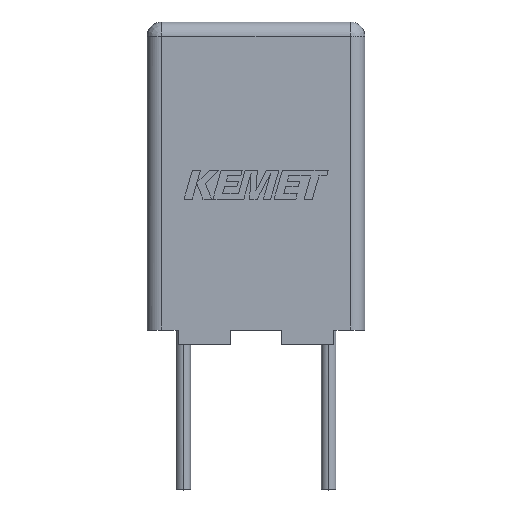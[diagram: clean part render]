
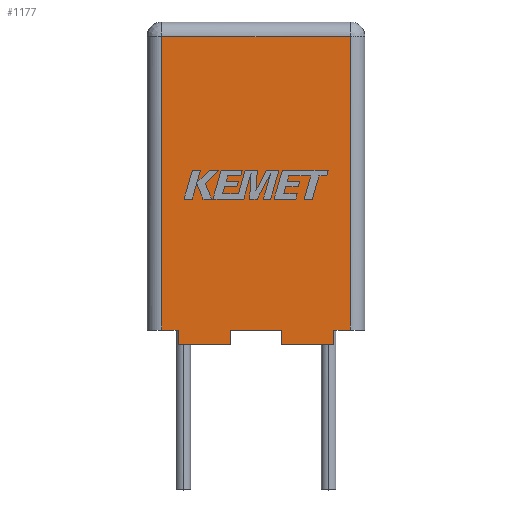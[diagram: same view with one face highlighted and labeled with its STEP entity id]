
A CAD part, top view. The second image highlights one B-rep face of the part: STEP entity #1177.
In plain terms, the highlighted planar face has unit normal (0, 0, 1).
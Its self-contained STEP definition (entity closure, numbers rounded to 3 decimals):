
#1177=ADVANCED_FACE('',(#1274),#3412,.T.);
#1274=FACE_OUTER_BOUND('',#1373,.T.);
#1373=EDGE_LOOP('',(#1625,#1626,#1627,#1628,#1629,#1630,#1631,#1632,#1633,
#1634,#1635,#1636));
#1625=ORIENTED_EDGE('',*,*,#2124,.F.);
#1626=ORIENTED_EDGE('',*,*,#2125,.F.);
#1627=ORIENTED_EDGE('',*,*,#2126,.F.);
#1628=ORIENTED_EDGE('',*,*,#2127,.F.);
#1629=ORIENTED_EDGE('',*,*,#2128,.F.);
#1630=ORIENTED_EDGE('',*,*,#2129,.F.);
#1631=ORIENTED_EDGE('',*,*,#2130,.F.);
#1632=ORIENTED_EDGE('',*,*,#2131,.F.);
#1633=ORIENTED_EDGE('',*,*,#2132,.F.);
#1634=ORIENTED_EDGE('',*,*,#2133,.F.);
#1635=ORIENTED_EDGE('',*,*,#2134,.F.);
#1636=ORIENTED_EDGE('',*,*,#2123,.F.);
#2123=EDGE_CURVE('',#3071,#3072,#2609,.T.);
#2124=EDGE_CURVE('',#3073,#3071,#2610,.T.);
#2125=EDGE_CURVE('',#3074,#3073,#2611,.T.);
#2126=EDGE_CURVE('',#3075,#3074,#2612,.T.);
#2127=EDGE_CURVE('',#3076,#3075,#2613,.T.);
#2128=EDGE_CURVE('',#3077,#3076,#2614,.T.);
#2129=EDGE_CURVE('',#3078,#3077,#2615,.T.);
#2130=EDGE_CURVE('',#3079,#3078,#2616,.T.);
#2131=EDGE_CURVE('',#3080,#3079,#2617,.T.);
#2132=EDGE_CURVE('',#3081,#3080,#2618,.T.);
#2133=EDGE_CURVE('',#3082,#3081,#2619,.T.);
#2134=EDGE_CURVE('',#3072,#3082,#2620,.T.);
#2609=B_SPLINE_CURVE_WITH_KNOTS('',1,(#4316,#4317),.UNSPECIFIED.,.F.,.F.,
(2,2),(-0.57,0.),.UNSPECIFIED.);
#2610=B_SPLINE_CURVE_WITH_KNOTS('',1,(#4318,#4319),.UNSPECIFIED.,.F.,.F.,
(2,2),(0.,0.5),.UNSPECIFIED.);
#2611=B_SPLINE_CURVE_WITH_KNOTS('',1,(#4320,#4321),.UNSPECIFIED.,.F.,.F.,
(2,2),(0.,1.8),.UNSPECIFIED.);
#2612=B_SPLINE_CURVE_WITH_KNOTS('',1,(#4322,#4323),.UNSPECIFIED.,.F.,.F.,
(2,2),(-0.5,0.),.UNSPECIFIED.);
#2613=B_SPLINE_CURVE_WITH_KNOTS('',1,(#4324,#4325),.UNSPECIFIED.,.F.,.F.,
(2,2),(-1.76,0.),.UNSPECIFIED.);
#2614=B_SPLINE_CURVE_WITH_KNOTS('',1,(#4326,#4327),.UNSPECIFIED.,.F.,.F.,
(2,2),(0.,0.5),.UNSPECIFIED.);
#2615=B_SPLINE_CURVE_WITH_KNOTS('',1,(#4328,#4329),.UNSPECIFIED.,.F.,.F.,
(2,2),(0.,1.8),.UNSPECIFIED.);
#2616=B_SPLINE_CURVE_WITH_KNOTS('',1,(#4330,#4331),.UNSPECIFIED.,.F.,.F.,
(2,2),(-0.5,0.),.UNSPECIFIED.);
#2617=B_SPLINE_CURVE_WITH_KNOTS('',1,(#4332,#4333),.UNSPECIFIED.,.F.,.F.,
(2,2),(-0.57,0.),.UNSPECIFIED.);
#2618=B_SPLINE_CURVE_WITH_KNOTS('',1,(#4334,#4335),.UNSPECIFIED.,.F.,.F.,
(2,2),(-10.1,0.),.UNSPECIFIED.);
#2619=B_SPLINE_CURVE_WITH_KNOTS('',1,(#4336,#4337),.UNSPECIFIED.,.F.,.F.,
(2,2),(-6.5,0.),.UNSPECIFIED.);
#2620=B_SPLINE_CURVE_WITH_KNOTS('',1,(#4338,#4339),.UNSPECIFIED.,.F.,.F.,
(2,2),(-10.1,0.),.UNSPECIFIED.);
#3071=VERTEX_POINT('',#4304);
#3072=VERTEX_POINT('',#4305);
#3073=VERTEX_POINT('',#4306);
#3074=VERTEX_POINT('',#4307);
#3075=VERTEX_POINT('',#4308);
#3076=VERTEX_POINT('',#4309);
#3077=VERTEX_POINT('',#4310);
#3078=VERTEX_POINT('',#4311);
#3079=VERTEX_POINT('',#4312);
#3080=VERTEX_POINT('',#4313);
#3081=VERTEX_POINT('',#4314);
#3082=VERTEX_POINT('',#4315);
#3412=PLANE('',#3513);
#3513=AXIS2_PLACEMENT_3D('',#4303,#3597,$);
#3597=DIRECTION('',(0.,0.,1.));
#4303=CARTESIAN_POINT('',(3.905,11.728,6.1));
#4304=CARTESIAN_POINT('',(-2.676,0.567,6.1));
#4305=CARTESIAN_POINT('',(-3.246,0.567,6.1));
#4306=CARTESIAN_POINT('',(-2.676,0.067,6.1));
#4307=CARTESIAN_POINT('',(-0.876,0.067,6.1));
#4308=CARTESIAN_POINT('',(-0.876,0.567,6.1));
#4309=CARTESIAN_POINT('',(0.884,0.567,6.1));
#4310=CARTESIAN_POINT('',(0.884,0.067,6.1));
#4311=CARTESIAN_POINT('',(2.684,0.067,6.1));
#4312=CARTESIAN_POINT('',(2.684,0.567,6.1));
#4313=CARTESIAN_POINT('',(3.254,0.567,6.1));
#4314=CARTESIAN_POINT('',(3.254,10.667,6.1));
#4315=CARTESIAN_POINT('',(-3.246,10.667,6.1));
#4316=CARTESIAN_POINT('',(-2.676,0.567,6.1));
#4317=CARTESIAN_POINT('',(-3.246,0.567,6.1));
#4318=CARTESIAN_POINT('',(-2.676,0.067,6.1));
#4319=CARTESIAN_POINT('',(-2.676,0.567,6.1));
#4320=CARTESIAN_POINT('',(-0.876,0.067,6.1));
#4321=CARTESIAN_POINT('',(-2.676,0.067,6.1));
#4322=CARTESIAN_POINT('',(-0.876,0.567,6.1));
#4323=CARTESIAN_POINT('',(-0.876,0.067,6.1));
#4324=CARTESIAN_POINT('',(0.884,0.567,6.1));
#4325=CARTESIAN_POINT('',(-0.876,0.567,6.1));
#4326=CARTESIAN_POINT('',(0.884,0.067,6.1));
#4327=CARTESIAN_POINT('',(0.884,0.567,6.1));
#4328=CARTESIAN_POINT('',(2.684,0.067,6.1));
#4329=CARTESIAN_POINT('',(0.884,0.067,6.1));
#4330=CARTESIAN_POINT('',(2.684,0.567,6.1));
#4331=CARTESIAN_POINT('',(2.684,0.067,6.1));
#4332=CARTESIAN_POINT('',(3.254,0.567,6.1));
#4333=CARTESIAN_POINT('',(2.684,0.567,6.1));
#4334=CARTESIAN_POINT('',(3.254,10.667,6.1));
#4335=CARTESIAN_POINT('',(3.254,0.567,6.1));
#4336=CARTESIAN_POINT('',(-3.246,10.667,6.1));
#4337=CARTESIAN_POINT('',(3.254,10.667,6.1));
#4338=CARTESIAN_POINT('',(-3.246,0.567,6.1));
#4339=CARTESIAN_POINT('',(-3.246,10.667,6.1));
